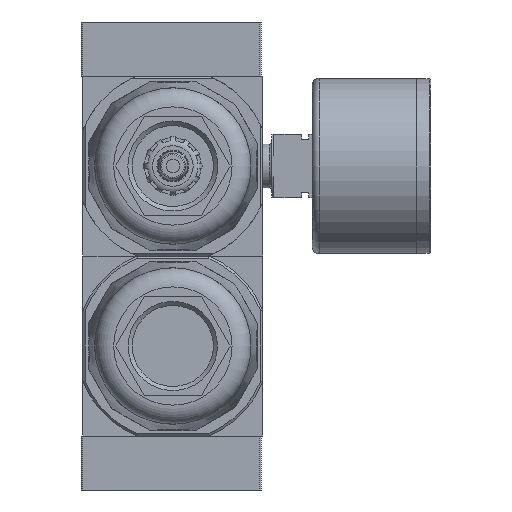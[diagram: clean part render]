
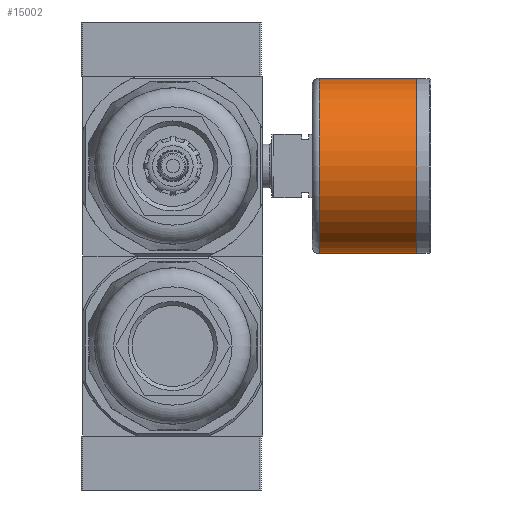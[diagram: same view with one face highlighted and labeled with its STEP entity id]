
A CAD part, front view. The second image highlights one B-rep face of the part: STEP entity #15002.
In plain terms, the highlighted cylindrical face has radius 19.5 mm (diameter 39 mm), a full revolution.
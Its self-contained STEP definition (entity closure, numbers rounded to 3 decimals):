
#797=CYLINDRICAL_SURFACE('',#20649,19.5);
#1315=CIRCLE('',#20648,19.5);
#1316=CIRCLE('',#20650,19.5);
#3812=ORIENTED_EDGE('',*,*,#7169,.F.);
#3813=ORIENTED_EDGE('',*,*,#7170,.T.);
#7169=EDGE_CURVE('',#9052,#9052,#1315,.T.);
#7170=EDGE_CURVE('',#9053,#9053,#1316,.T.);
#9052=VERTEX_POINT('',#28722);
#9053=VERTEX_POINT('',#28725);
#12385=EDGE_LOOP('',(#3812));
#12386=EDGE_LOOP('',(#3813));
#13526=FACE_BOUND('',#12385,.T.);
#13527=FACE_BOUND('',#12386,.T.);
#15002=ADVANCED_FACE('',(#13526,#13527),#797,.T.);
#20648=AXIS2_PLACEMENT_3D('',#28721,#23736,#23737);
#20649=AXIS2_PLACEMENT_3D('',#28723,#23738,#23739);
#20650=AXIS2_PLACEMENT_3D('',#28724,#23740,#23741);
#23736=DIRECTION('',(1.,0.,0.));
#23737=DIRECTION('',(0.,0.,-1.));
#23738=DIRECTION('',(1.,0.,0.));
#23739=DIRECTION('',(0.,0.,-1.));
#23740=DIRECTION('',(1.,0.,0.));
#23741=DIRECTION('',(0.,0.,-1.));
#28721=CARTESIAN_POINT('',(-3.2,0.,0.));
#28722=CARTESIAN_POINT('',(-3.2,0.,-19.5));
#28723=CARTESIAN_POINT('',(0.,0.,0.));
#28724=CARTESIAN_POINT('',(-24.85,0.,0.));
#28725=CARTESIAN_POINT('',(-24.85,0.,-19.5));
